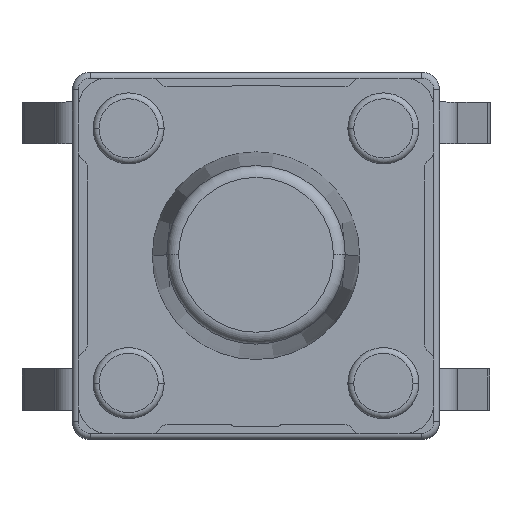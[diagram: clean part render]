
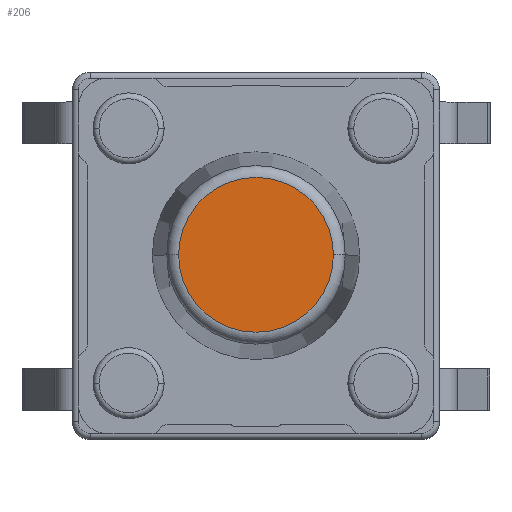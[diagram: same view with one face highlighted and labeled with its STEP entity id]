
A CAD part, top view. The second image highlights one B-rep face of the part: STEP entity #206.
In plain terms, the highlighted planar face has unit normal (0, 0, 1).
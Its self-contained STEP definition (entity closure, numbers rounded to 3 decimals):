
#144=CARTESIAN_POINT('',(-1.307,0.,13.));
#145=VERTEX_POINT('',#144);
#154=CARTESIAN_POINT('',(1.307,0.,13.));
#155=VERTEX_POINT('',#154);
#163=CARTESIAN_POINT('',(0.,0.,13.));
#164=DIRECTION('',(0.0,0.0,-1.0));
#165=DIRECTION('',(1.0,0.0,0.0));
#166=AXIS2_PLACEMENT_3D('',#163,#164,#165);
#167=CIRCLE('',#166,1.307);
#168=EDGE_CURVE('',#155,#145,#167,.T.);
#179=CARTESIAN_POINT('',(0.,0.,13.));
#180=DIRECTION('',(0.0,0.0,-1.0));
#181=DIRECTION('',(1.0,0.0,0.0));
#182=AXIS2_PLACEMENT_3D('',#179,#180,#181);
#183=CIRCLE('',#182,1.307);
#184=EDGE_CURVE('',#145,#155,#183,.T.);
#197=CARTESIAN_POINT('',(0.,0.,13.));
#198=DIRECTION('',(0.0,0.0,-1.0));
#199=DIRECTION('',(-1.0,0.0,0.0));
#200=AXIS2_PLACEMENT_3D('',#197,#198,#199);
#201=PLANE('',#200);
#202=ORIENTED_EDGE('',*,*,#184,.F.);
#203=ORIENTED_EDGE('',*,*,#168,.F.);
#204=EDGE_LOOP('',(#202,#203));
#205=FACE_OUTER_BOUND('',#204,.T.);
#206=ADVANCED_FACE('',(#205),#201,.F.);
